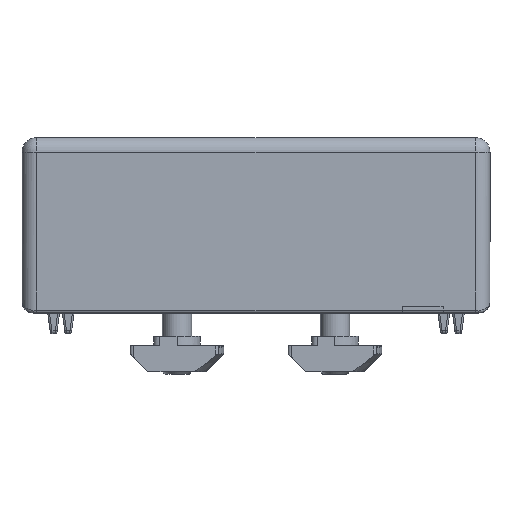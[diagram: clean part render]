
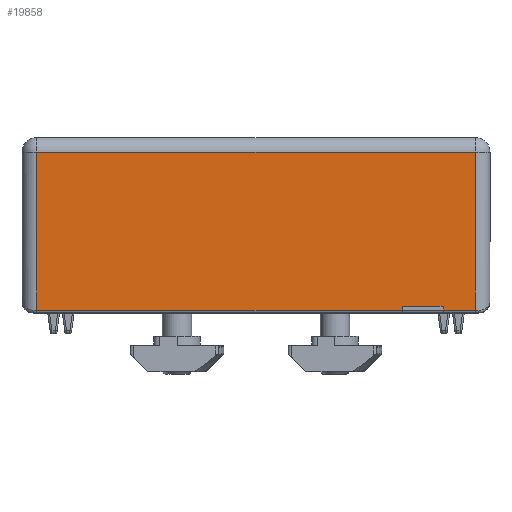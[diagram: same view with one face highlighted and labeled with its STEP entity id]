
A CAD part, front view. The second image highlights one B-rep face of the part: STEP entity #19858.
In plain terms, the highlighted planar face has unit normal (0, -1, 0).
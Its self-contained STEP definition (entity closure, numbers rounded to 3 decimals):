
#185 = CARTESIAN_POINT ( 'NONE',  ( 31.8, -20., -1. ) ) ;
#887 = LINE ( 'NONE', #4771, #11046 ) ;
#1176 = CARTESIAN_POINT ( 'NONE',  ( 32., -20., -2. ) ) ;
#1278 = CARTESIAN_POINT ( 'NONE',  ( -37.5, -20., 16. ) ) ;
#1716 = CARTESIAN_POINT ( 'NONE',  ( 25.2, -20., -1. ) ) ;
#1912 = CARTESIAN_POINT ( 'NONE',  ( -37.5, -20., 25.5 ) ) ;
#2203 = DIRECTION ( 'NONE',  ( 0., 0., 1. ) ) ;
#2471 = CARTESIAN_POINT ( 'NONE',  ( 25., -20., -2. ) ) ;
#2729 = CARTESIAN_POINT ( 'NONE',  ( 25., -20., -1.5 ) ) ;
#3307 = DIRECTION ( 'NONE',  ( -1., 0., 0. ) ) ;
#3759 = DIRECTION ( 'NONE',  ( 0., 0., 1. ) ) ;
#4000 = LINE ( 'NONE', #1176, #20227 ) ;
#4432 = EDGE_LOOP ( 'NONE', ( #14918, #7939, #5267, #15212, #16879, #18044, #14013, #9501, #6692, #25080 ) ) ;
#4538 = LINE ( 'NONE', #2471, #6456 ) ;
#4664 = PLANE ( 'NONE',  #13211 ) ;
#4771 = CARTESIAN_POINT ( 'NONE',  ( 31.8, -20., -0.8 ) ) ;
#5267 = ORIENTED_EDGE ( 'NONE', *, *, #25958, .T. ) ;
#5278 = EDGE_CURVE ( 'NONE', #14147, #23763, #4000, .T. ) ;
#5633 = DIRECTION ( 'NONE',  ( 0., 0., 1. ) ) ;
#5679 = LINE ( 'NONE', #12299, #11035 ) ;
#5836 = EDGE_CURVE ( 'NONE', #9135, #26391, #7947, .T. ) ;
#6456 = VECTOR ( 'NONE', #16707, 1000. ) ;
#6614 = VECTOR ( 'NONE', #3307, 1000. ) ;
#6643 = EDGE_CURVE ( 'NONE', #23571, #25328, #887, .T. ) ;
#6692 = ORIENTED_EDGE ( 'NONE', *, *, #6974, .T. ) ;
#6709 = DIRECTION ( 'NONE',  ( 0., 1., 0. ) ) ;
#6819 = DIRECTION ( 'NONE',  ( 1., 0., 0. ) ) ;
#6877 = EDGE_CURVE ( 'NONE', #26391, #22737, #22824, .T. ) ;
#6932 = LINE ( 'NONE', #25198, #12309 ) ;
#6974 = EDGE_CURVE ( 'NONE', #22298, #23571, #26351, .T. ) ;
#7088 = EDGE_CURVE ( 'NONE', #7651, #22071, #6932, .T. ) ;
#7651 = VERTEX_POINT ( 'NONE', #23373 ) ;
#7668 = CARTESIAN_POINT ( 'NONE',  ( 37.5, -20., 16. ) ) ;
#7939 = ORIENTED_EDGE ( 'NONE', *, *, #5278, .T. ) ;
#7947 = LINE ( 'NONE', #7668, #23517 ) ;
#8084 = CARTESIAN_POINT ( 'NONE',  ( 37.5, -20., -1.5 ) ) ;
#9135 = VERTEX_POINT ( 'NONE', #8084 ) ;
#9443 = DIRECTION ( 'NONE',  ( 0., 0., -1. ) ) ;
#9501 = ORIENTED_EDGE ( 'NONE', *, *, #13556, .T. ) ;
#11035 = VECTOR ( 'NONE', #24475, 1000. ) ;
#11046 = VECTOR ( 'NONE', #6819, 1000. ) ;
#11478 = CIRCLE ( 'NONE', #18710, 0.2 ) ;
#12299 = CARTESIAN_POINT ( 'NONE',  ( 37.5, -20., -1.5 ) ) ;
#12309 = VECTOR ( 'NONE', #20926, 1000. ) ;
#13211 = AXIS2_PLACEMENT_3D ( 'NONE', #14746, #6709, #20920 ) ;
#13322 = DIRECTION ( 'NONE',  ( 0., 0., -1. ) ) ;
#13556 = EDGE_CURVE ( 'NONE', #22071, #22298, #4538, .T. ) ;
#14013 = ORIENTED_EDGE ( 'NONE', *, *, #7088, .T. ) ;
#14147 = VERTEX_POINT ( 'NONE', #14684 ) ;
#14372 = DIRECTION ( 'NONE',  ( 0., 1., 0. ) ) ;
#14669 = CARTESIAN_POINT ( 'NONE',  ( 32., -20., -1.5 ) ) ;
#14684 = CARTESIAN_POINT ( 'NONE',  ( 32., -20., -1. ) ) ;
#14746 = CARTESIAN_POINT ( 'NONE',  ( -40., -20., 16. ) ) ;
#14918 = ORIENTED_EDGE ( 'NONE', *, *, #21949, .T. ) ;
#15212 = ORIENTED_EDGE ( 'NONE', *, *, #5836, .T. ) ;
#15918 = DIRECTION ( 'NONE',  ( 0., 1., 0. ) ) ;
#16125 = CARTESIAN_POINT ( 'NONE',  ( 25.2, -20., -0.8 ) ) ;
#16707 = DIRECTION ( 'NONE',  ( 0., 0., 1. ) ) ;
#16879 = ORIENTED_EDGE ( 'NONE', *, *, #6877, .T. ) ;
#17311 = FACE_OUTER_BOUND ( 'NONE', #4432, .T. ) ;
#18044 = ORIENTED_EDGE ( 'NONE', *, *, #23860, .T. ) ;
#18710 = AXIS2_PLACEMENT_3D ( 'NONE', #185, #14372, #2203 ) ;
#19589 = CARTESIAN_POINT ( 'NONE',  ( 31.8, -20., -0.8 ) ) ;
#19750 = LINE ( 'NONE', #1278, #24513 ) ;
#19858 = ADVANCED_FACE ( 'NONE', ( #17311 ), #4664, .F. ) ;
#19910 = CARTESIAN_POINT ( 'NONE',  ( 25., -20., -1. ) ) ;
#20026 = CARTESIAN_POINT ( 'NONE',  ( 37.5, -20., 25.5 ) ) ;
#20227 = VECTOR ( 'NONE', #13322, 1000. ) ;
#20920 = DIRECTION ( 'NONE',  ( 0., 0., 1. ) ) ;
#20926 = DIRECTION ( 'NONE',  ( 1., 0., 0. ) ) ;
#21280 = AXIS2_PLACEMENT_3D ( 'NONE', #1716, #15918, #3759 ) ;
#21949 = EDGE_CURVE ( 'NONE', #25328, #14147, #11478, .T. ) ;
#22071 = VERTEX_POINT ( 'NONE', #2729 ) ;
#22298 = VERTEX_POINT ( 'NONE', #19910 ) ;
#22737 = VERTEX_POINT ( 'NONE', #1912 ) ;
#22824 = LINE ( 'NONE', #25761, #6614 ) ;
#23373 = CARTESIAN_POINT ( 'NONE',  ( -37.5, -20., -1.5 ) ) ;
#23517 = VECTOR ( 'NONE', #5633, 1000. ) ;
#23571 = VERTEX_POINT ( 'NONE', #16125 ) ;
#23763 = VERTEX_POINT ( 'NONE', #14669 ) ;
#23860 = EDGE_CURVE ( 'NONE', #22737, #7651, #19750, .T. ) ;
#24475 = DIRECTION ( 'NONE',  ( 1., 0., 0. ) ) ;
#24513 = VECTOR ( 'NONE', #9443, 1000. ) ;
#25080 = ORIENTED_EDGE ( 'NONE', *, *, #6643, .T. ) ;
#25198 = CARTESIAN_POINT ( 'NONE',  ( 37.5, -20., -1.5 ) ) ;
#25328 = VERTEX_POINT ( 'NONE', #19589 ) ;
#25761 = CARTESIAN_POINT ( 'NONE',  ( -40., -20., 25.5 ) ) ;
#25958 = EDGE_CURVE ( 'NONE', #23763, #9135, #5679, .T. ) ;
#26351 = CIRCLE ( 'NONE', #21280, 0.2 ) ;
#26391 = VERTEX_POINT ( 'NONE', #20026 ) ;
